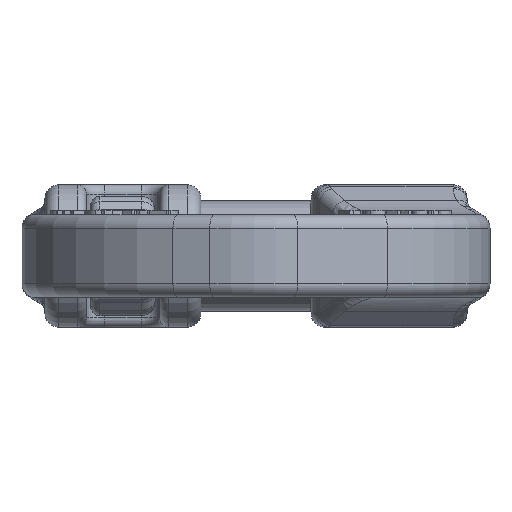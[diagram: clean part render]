
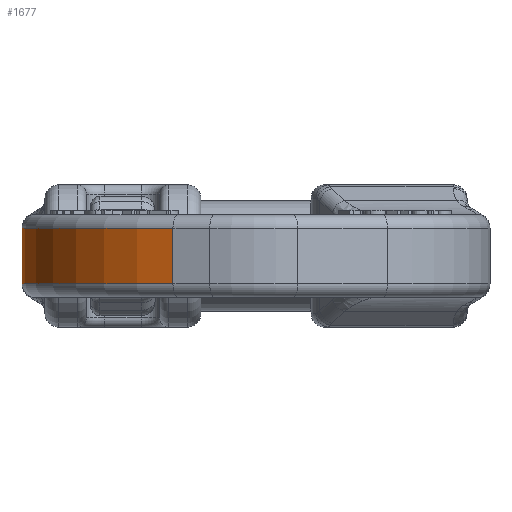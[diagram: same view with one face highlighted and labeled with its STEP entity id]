
A CAD part, left-side view. The second image highlights one B-rep face of the part: STEP entity #1677.
In plain terms, the highlighted cylindrical face has radius 25 mm (diameter 50 mm), a partial arc.
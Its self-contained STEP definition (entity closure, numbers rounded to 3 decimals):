
#540=CYLINDRICAL_SURFACE('',#12898,25.);
#971=FACE_OUTER_BOUND('',#4864,.T.);
#1677=ADVANCED_FACE('',(#971),#540,.T.);
#2490=CIRCLE('',#12896,25.);
#2491=CIRCLE('',#12897,25.);
#3100=LINE('',#20865,#3924);
#3106=LINE('',#20879,#3930);
#3924=VECTOR('',#14786,1.);
#3930=VECTOR('',#14794,1.);
#4864=EDGE_LOOP('',(#7279,#7280,#7281,#7282));
#7279=ORIENTED_EDGE('',*,*,#10898,.F.);
#7280=ORIENTED_EDGE('',*,*,#11019,.T.);
#7281=ORIENTED_EDGE('',*,*,#10892,.F.);
#7282=ORIENTED_EDGE('',*,*,#11020,.T.);
#9458=VERTEX_POINT('',#20866);
#9459=VERTEX_POINT('',#20867);
#9464=VERTEX_POINT('',#20878);
#9465=VERTEX_POINT('',#20880);
#10892=EDGE_CURVE('',#9458,#9459,#3100,.T.);
#10898=EDGE_CURVE('',#9464,#9465,#3106,.T.);
#11019=EDGE_CURVE('',#9464,#9459,#2490,.T.);
#11020=EDGE_CURVE('',#9458,#9465,#2491,.T.);
#12896=AXIS2_PLACEMENT_3D('',#21151,#14990,#14991);
#12897=AXIS2_PLACEMENT_3D('',#21152,#14992,#14993);
#12898=AXIS2_PLACEMENT_3D('',#21153,#14994,#14995);
#14786=DIRECTION('',(0.,0.,1.));
#14794=DIRECTION('',(0.,0.,-1.));
#14990=DIRECTION('',(0.,0.,-1.));
#14991=DIRECTION('',(-1.,0.,0.));
#14992=DIRECTION('',(0.,0.,1.));
#14993=DIRECTION('',(-1.,0.,0.));
#14994=DIRECTION('',(0.,0.,-1.));
#14995=DIRECTION('',(1.,0.,0.));
#20865=CARTESIAN_POINT('',(-17.203,25.467,4.5));
#20866=CARTESIAN_POINT('',(-17.203,25.467,-3.));
#20867=CARTESIAN_POINT('',(-17.203,25.467,3.));
#20878=CARTESIAN_POINT('',(-40.695,9.017,3.));
#20879=CARTESIAN_POINT('',(-40.695,9.017,4.5));
#20880=CARTESIAN_POINT('',(-40.695,9.017,-3.));
#21151=CARTESIAN_POINT('',(-17.203,0.467,3.));
#21152=CARTESIAN_POINT('',(-17.203,0.467,-3.));
#21153=CARTESIAN_POINT('',(-17.203,0.467,4.5));
